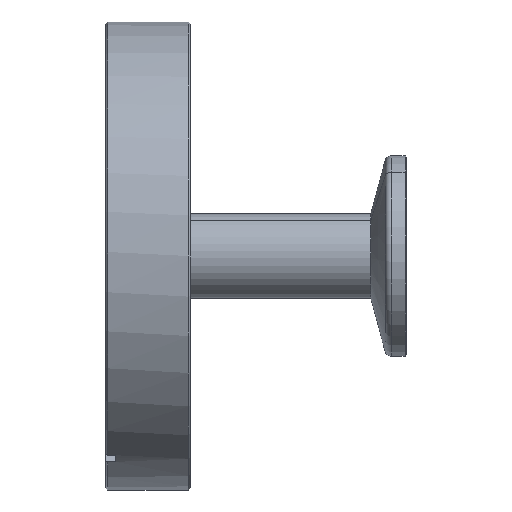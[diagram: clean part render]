
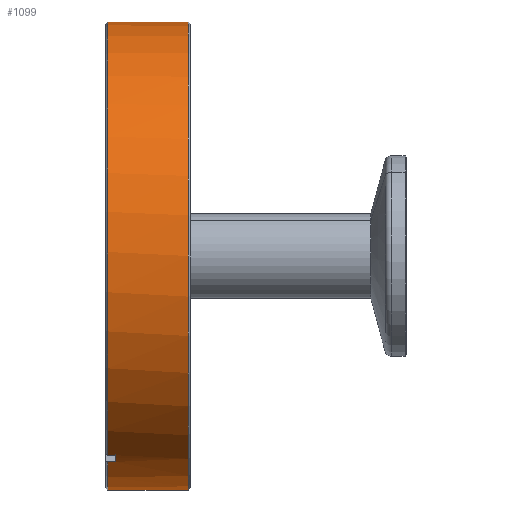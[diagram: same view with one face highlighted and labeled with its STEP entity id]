
A CAD part, left-side view. The second image highlights one B-rep face of the part: STEP entity #1099.
In plain terms, the highlighted cylindrical face has radius 35 mm (diameter 70 mm), a partial arc.
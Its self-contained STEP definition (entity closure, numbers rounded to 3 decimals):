
#31 = DIRECTION ( 'NONE',  ( 0., 0., -1. ) ) ;
#60 = EDGE_CURVE ( 'NONE', #684, #1368, #1515, .T. ) ;
#77 = CARTESIAN_POINT ( 'NONE',  ( 0., 0.3, -35. ) ) ;
#94 = VECTOR ( 'NONE', #779, 1000. ) ;
#136 = EDGE_CURVE ( 'NONE', #574, #849, #1029, .T. ) ;
#160 = ORIENTED_EDGE ( 'NONE', *, *, #1263, .F. ) ;
#163 = EDGE_CURVE ( 'NONE', #1587, #2078, #1505, .T. ) ;
#171 = VECTOR ( 'NONE', #861, 1000. ) ;
#205 = ORIENTED_EDGE ( 'NONE', *, *, #212, .T. ) ;
#212 = EDGE_CURVE ( 'NONE', #1368, #1042, #923, .T. ) ;
#229 = DIRECTION ( 'NONE',  ( 0., -1., 0. ) ) ;
#237 = LINE ( 'NONE', #1987, #628 ) ;
#316 = AXIS2_PLACEMENT_3D ( 'NONE', #1273, #229, #1450 ) ;
#382 = DIRECTION ( 'NONE',  ( 0., -1., 0. ) ) ;
#398 = CARTESIAN_POINT ( 'NONE',  ( -18.359, 31.392, -29.799 ) ) ;
#460 = LINE ( 'NONE', #398, #1798 ) ;
#554 = DIRECTION ( 'NONE',  ( 0., 1., 0. ) ) ;
#574 = VERTEX_POINT ( 'NONE', #1893 ) ;
#584 = ORIENTED_EDGE ( 'NONE', *, *, #136, .T. ) ;
#628 = VECTOR ( 'NONE', #1641, 1000. ) ;
#639 = CYLINDRICAL_SURFACE ( 'NONE', #1068, 35. ) ;
#684 = VERTEX_POINT ( 'NONE', #1409 ) ;
#779 = DIRECTION ( 'NONE',  ( 0., 1., 0. ) ) ;
#795 = ORIENTED_EDGE ( 'NONE', *, *, #60, .T. ) ;
#823 = ORIENTED_EDGE ( 'NONE', *, *, #163, .F. ) ;
#849 = VERTEX_POINT ( 'NONE', #1093 ) ;
#861 = DIRECTION ( 'NONE',  ( 0., 1., 0. ) ) ;
#906 = LINE ( 'NONE', #1324, #94 ) ;
#923 = CIRCLE ( 'NONE', #316, 35. ) ;
#940 = DIRECTION ( 'NONE',  ( 0., 1., 0. ) ) ;
#965 = CARTESIAN_POINT ( 'NONE',  ( 0., 0.3, 0. ) ) ;
#1029 = CIRCLE ( 'NONE', #2122, 35. ) ;
#1042 = VERTEX_POINT ( 'NONE', #1686 ) ;
#1068 = AXIS2_PLACEMENT_3D ( 'NONE', #2232, #940, #2158 ) ;
#1073 = DIRECTION ( 'NONE',  ( 0., 1., 0. ) ) ;
#1093 = CARTESIAN_POINT ( 'NONE',  ( 0., 12.4, -35. ) ) ;
#1099 = ADVANCED_FACE ( 'NONE', ( #1648 ), #639, .T. ) ;
#1102 = CIRCLE ( 'NONE', #1389, 35. ) ;
#1110 = ORIENTED_EDGE ( 'NONE', *, *, #2002, .F. ) ;
#1135 = DIRECTION ( 'NONE',  ( 0., 0., -1. ) ) ;
#1263 = EDGE_CURVE ( 'NONE', #2078, #1042, #460, .T. ) ;
#1273 = CARTESIAN_POINT ( 'NONE',  ( 0., 12.4, 0. ) ) ;
#1324 = CARTESIAN_POINT ( 'NONE',  ( 0., 31.392, -35. ) ) ;
#1345 = EDGE_CURVE ( 'NONE', #574, #1587, #237, .T. ) ;
#1364 = EDGE_LOOP ( 'NONE', ( #1110, #1530, #795, #205, #160, #823, #1464, #584 ) ) ;
#1368 = VERTEX_POINT ( 'NONE', #1651 ) ;
#1389 = AXIS2_PLACEMENT_3D ( 'NONE', #965, #2207, #1135 ) ;
#1394 = VERTEX_POINT ( 'NONE', #77 ) ;
#1409 = CARTESIAN_POINT ( 'NONE',  ( 0., 0.3, 35. ) ) ;
#1428 = CARTESIAN_POINT ( 'NONE',  ( 0., 12.4, 0. ) ) ;
#1429 = EDGE_CURVE ( 'NONE', #1394, #684, #1102, .T. ) ;
#1450 = DIRECTION ( 'NONE',  ( 0., 0., 1. ) ) ;
#1464 = ORIENTED_EDGE ( 'NONE', *, *, #1345, .F. ) ;
#1505 = CIRCLE ( 'NONE', #2247, 35. ) ;
#1515 = LINE ( 'NONE', #2280, #171 ) ;
#1530 = ORIENTED_EDGE ( 'NONE', *, *, #1429, .T. ) ;
#1531 = CARTESIAN_POINT ( 'NONE',  ( -16.627, 11.2, -30.799 ) ) ;
#1587 = VERTEX_POINT ( 'NONE', #1531 ) ;
#1599 = DIRECTION ( 'NONE',  ( 0., 0., 1. ) ) ;
#1641 = DIRECTION ( 'NONE',  ( 0., -1., 0. ) ) ;
#1648 = FACE_OUTER_BOUND ( 'NONE', #1364, .T. ) ;
#1651 = CARTESIAN_POINT ( 'NONE',  ( 0., 12.4, 35. ) ) ;
#1686 = CARTESIAN_POINT ( 'NONE',  ( -18.359, 12.4, -29.799 ) ) ;
#1798 = VECTOR ( 'NONE', #554, 1000. ) ;
#1860 = CARTESIAN_POINT ( 'NONE',  ( -18.359, 11.2, -29.799 ) ) ;
#1893 = CARTESIAN_POINT ( 'NONE',  ( -16.627, 12.4, -30.799 ) ) ;
#1987 = CARTESIAN_POINT ( 'NONE',  ( -16.627, 31.392, -30.799 ) ) ;
#2002 = EDGE_CURVE ( 'NONE', #1394, #849, #906, .T. ) ;
#2078 = VERTEX_POINT ( 'NONE', #1860 ) ;
#2122 = AXIS2_PLACEMENT_3D ( 'NONE', #1428, #382, #1599 ) ;
#2138 = CARTESIAN_POINT ( 'NONE',  ( 0., 11.2, 0. ) ) ;
#2158 = DIRECTION ( 'NONE',  ( 0., 0., 1. ) ) ;
#2207 = DIRECTION ( 'NONE',  ( 0., 1., 0. ) ) ;
#2232 = CARTESIAN_POINT ( 'NONE',  ( 0., 31.392, 0. ) ) ;
#2247 = AXIS2_PLACEMENT_3D ( 'NONE', #2138, #1073, #31 ) ;
#2280 = CARTESIAN_POINT ( 'NONE',  ( 0., 31.392, 35. ) ) ;
